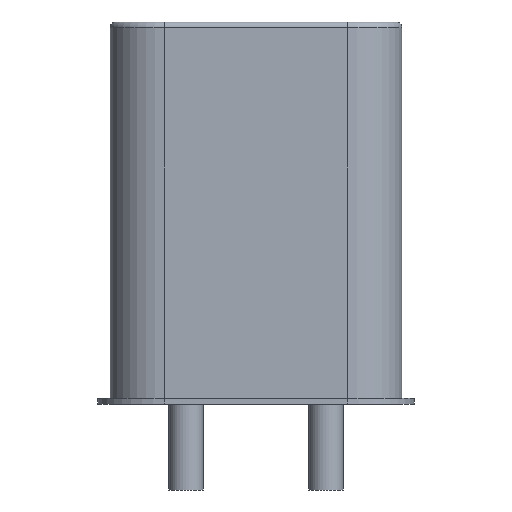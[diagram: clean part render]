
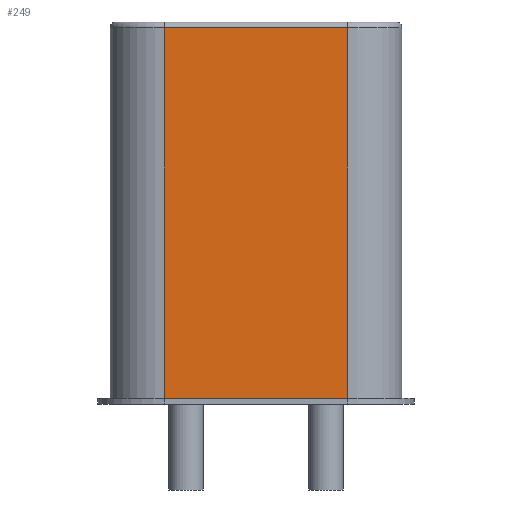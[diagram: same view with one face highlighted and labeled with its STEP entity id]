
A CAD part, front view. The second image highlights one B-rep face of the part: STEP entity #249.
In plain terms, the highlighted planar face has unit normal (0, -1, 0).
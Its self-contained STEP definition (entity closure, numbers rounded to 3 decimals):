
#12=DIRECTION('',(0.,0.,1.));
#26=VECTOR('',#12,1.);
#32=VECTOR('',#33,1.);
#33=DIRECTION('',(1.,0.,0.));
#103=VECTOR('',#104,1.);
#104=DIRECTION('',(-1.,0.,0.));
#134=CARTESIAN_POINT('',(5.65,-1.9,0.1));
#138=CARTESIAN_POINT('',(-0.75,-1.9,0.1));
#162=EDGE_CURVE('',#163,#165,#167,.T.);
#163=VERTEX_POINT('',#164);
#164=CARTESIAN_POINT('',(-0.75,-1.9,0.3));
#165=VERTEX_POINT('',#166);
#166=CARTESIAN_POINT('',(5.65,-1.9,0.3));
#167=LINE('',#168,#32);
#168=CARTESIAN_POINT('',(2.45,-1.9,0.3));
#219=DIRECTION('',(0.,-1.,0.));
#249=ADVANCED_FACE('',(#250),#266,.T.);
#250=FACE_BOUND('',#251,.T.);
#251=EDGE_LOOP('',(#252,#253,#258,#263));
#252=ORIENTED_EDGE('',*,*,#162,.T.);
#253=ORIENTED_EDGE('',*,*,#254,.T.);
#254=EDGE_CURVE('',#165,#255,#257,.T.);
#255=VERTEX_POINT('',#256);
#256=CARTESIAN_POINT('',(5.65,-1.9,13.26));
#257=LINE('',#134,#26);
#258=ORIENTED_EDGE('',*,*,#259,.T.);
#259=EDGE_CURVE('',#255,#260,#262,.T.);
#260=VERTEX_POINT('',#261);
#261=CARTESIAN_POINT('',(-0.75,-1.9,13.26));
#262=LINE('',#256,#103);
#263=ORIENTED_EDGE('',*,*,#264,.F.);
#264=EDGE_CURVE('',#163,#260,#265,.T.);
#265=LINE('',#138,#26);
#266=PLANE('',#267);
#267=AXIS2_PLACEMENT_3D('',#134,#219,#104);
